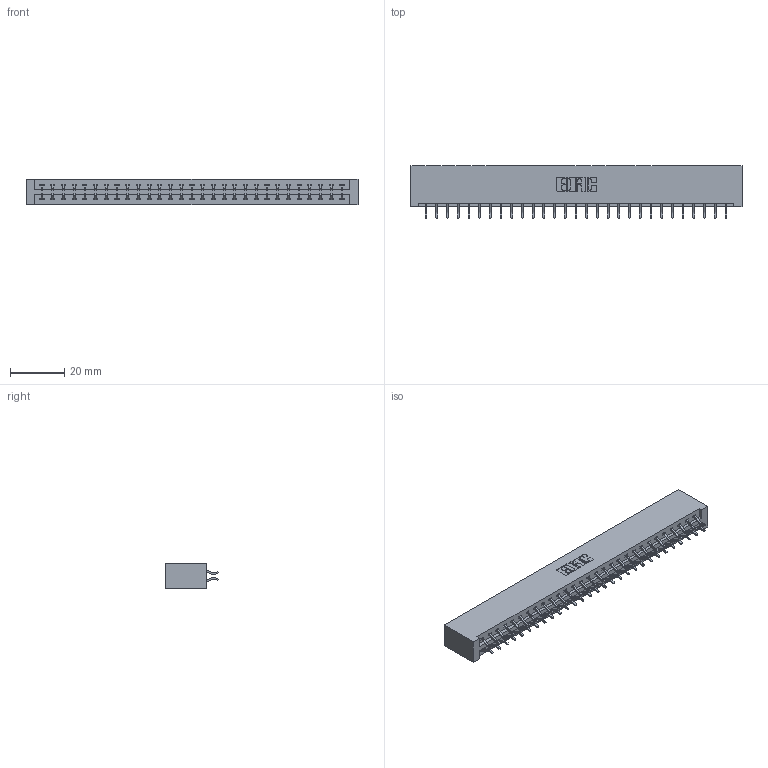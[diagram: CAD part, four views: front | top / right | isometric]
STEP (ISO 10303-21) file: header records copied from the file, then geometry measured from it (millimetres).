
FILE_DESCRIPTION (( 'STEP AP203' ), '1' );
FILE_NAME ('387-058-556-201.STEP', '2018-09-21T02:02:13', ( '' ), ( '' ), 'SwSTEP 2.0', 'SolidWorks 2016', '' );
FILE_SCHEMA (( 'CONFIG_CONTROL_DESIGN' ));
Length unit declared in the file: inch
Products named in the file (3): 345-292-001_556 Tail; 387-058-556-201; 337 Part_No Mounting Lugs
Assembly tree (59 placements, depth 2):
  387-058-556-201
    337 Part_No Mounting Lugs
    345-292-001_556 Tail  x58
Bounding box: 122.78 x 19.57 x 9.4 mm (x, y, z)
Volume: 13525.3 mm3; surface area: 15159 mm2
Topology: 59 solids, 59 shells, 3586 faces, 10669 edges, 7034 vertices
Faces by surface type: plane 2502, cylinder 1084
Entity records: 24109 total; most frequent: CARTESIAN_POINT 4086, ORIENTED_EDGE 4010, DIRECTION 3481, EDGE_CURVE 2005, VECTOR 1877, LINE 1877, VERTEX_POINT 1334, AXIS2_PLACEMENT_3D 802
